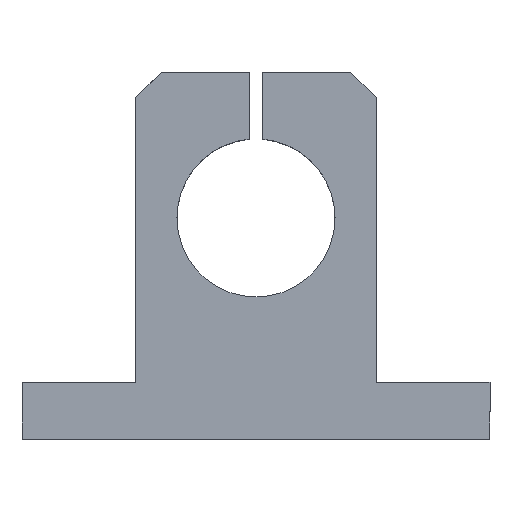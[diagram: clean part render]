
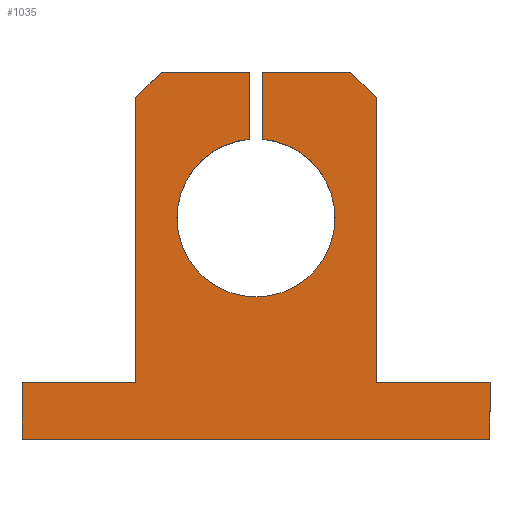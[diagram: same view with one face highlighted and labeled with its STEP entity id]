
A CAD part, top view. The second image highlights one B-rep face of the part: STEP entity #1035.
In plain terms, the highlighted planar face has unit normal (0, 0, 1).
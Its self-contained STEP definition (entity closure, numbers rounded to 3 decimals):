
#10 = VERTEX_POINT ( 'NONE', #871 ) ;
#11 = DIRECTION ( 'NONE',  ( 1., 0., 0. ) ) ;
#13 = EDGE_CURVE ( 'NONE', #310, #721, #736, .T. ) ;
#20 = EDGE_CURVE ( 'NONE', #368, #692, #399, .T. ) ;
#23 = VECTOR ( 'NONE', #906, 1000. ) ;
#30 = ORIENTED_EDGE ( 'NONE', *, *, #835, .F. ) ;
#32 = VERTEX_POINT ( 'NONE', #639 ) ;
#35 = ORIENTED_EDGE ( 'NONE', *, *, #503, .T. ) ;
#43 = ORIENTED_EDGE ( 'NONE', *, *, #476, .F. ) ;
#55 = DIRECTION ( 'NONE',  ( 0., 0., 1. ) ) ;
#62 = CARTESIAN_POINT ( 'NONE',  ( -12.5, 6., 12.5 ) ) ;
#68 = CARTESIAN_POINT ( 'NONE',  ( -1.075, 18.454, 12.5 ) ) ;
#74 = DIRECTION ( 'NONE',  ( -0.707, 0.707, 0. ) ) ;
#91 = VERTEX_POINT ( 'NONE', #480 ) ;
#92 = EDGE_CURVE ( 'NONE', #692, #740, #320, .T. ) ;
#103 = CARTESIAN_POINT ( 'NONE',  ( 12.5, 6., 12.5 ) ) ;
#107 = DIRECTION ( 'NONE',  ( 1., 0., 0. ) ) ;
#132 = VERTEX_POINT ( 'NONE', #981 ) ;
#135 = EDGE_CURVE ( 'NONE', #32, #10, #269, .T. ) ;
#138 = CARTESIAN_POINT ( 'NONE',  ( -37., 29., 12.5 ) ) ;
#140 = LINE ( 'NONE', #795, #441 ) ;
#150 = FACE_OUTER_BOUND ( 'NONE', #450, .T. ) ;
#164 = EDGE_CURVE ( 'NONE', #753, #91, #408, .T. ) ;
#194 = LINE ( 'NONE', #504, #947 ) ;
#195 = AXIS2_PLACEMENT_3D ( 'NONE', #272, #294, #221 ) ;
#199 = ORIENTED_EDGE ( 'NONE', *, *, #13, .T. ) ;
#220 = ORIENTED_EDGE ( 'NONE', *, *, #675, .F. ) ;
#221 = DIRECTION ( 'NONE',  ( 1., 0., 0. ) ) ;
#235 = VECTOR ( 'NONE', #402, 1000. ) ;
#240 = ORIENTED_EDGE ( 'NONE', *, *, #92, .T. ) ;
#261 = EDGE_CURVE ( 'NONE', #32, #310, #515, .T. ) ;
#269 = LINE ( 'NONE', #587, #554 ) ;
#272 = CARTESIAN_POINT ( 'NONE',  ( 0., 6., 12.5 ) ) ;
#273 = CARTESIAN_POINT ( 'NONE',  ( 0., 0., 12.5 ) ) ;
#275 = DIRECTION ( 'NONE',  ( 0., -1., 0. ) ) ;
#290 = ORIENTED_EDGE ( 'NONE', *, *, #20, .T. ) ;
#292 = EDGE_CURVE ( 'NONE', #445, #560, #901, .T. ) ;
#294 = DIRECTION ( 'NONE',  ( 0., 0., 1. ) ) ;
#307 = EDGE_CURVE ( 'NONE', #623, #872, #140, .T. ) ;
#310 = VERTEX_POINT ( 'NONE', #382 ) ;
#320 = LINE ( 'NONE', #882, #716 ) ;
#321 = LINE ( 'NONE', #961, #763 ) ;
#323 = ORIENTED_EDGE ( 'NONE', *, *, #135, .F. ) ;
#330 = CARTESIAN_POINT ( 'NONE',  ( -19., 25., 12.5 ) ) ;
#358 = CARTESIAN_POINT ( 'NONE',  ( 37., -20., 12.5 ) ) ;
#361 = CARTESIAN_POINT ( 'NONE',  ( 15., 29., 12.5 ) ) ;
#368 = VERTEX_POINT ( 'NONE', #621 ) ;
#372 = DIRECTION ( 'NONE',  ( 1., 0., 0. ) ) ;
#382 = CARTESIAN_POINT ( 'NONE',  ( -37., -29., 12.5 ) ) ;
#386 = DIRECTION ( 'NONE',  ( 0., 1., 0. ) ) ;
#399 = LINE ( 'NONE', #970, #235 ) ;
#402 = DIRECTION ( 'NONE',  ( -1., 0., 0. ) ) ;
#408 = CIRCLE ( 'NONE', #195, 12.5 ) ;
#413 = VECTOR ( 'NONE', #11, 1000. ) ;
#415 = CARTESIAN_POINT ( 'NONE',  ( 37., -29., 12.5 ) ) ;
#436 = ORIENTED_EDGE ( 'NONE', *, *, #727, .F. ) ;
#441 = VECTOR ( 'NONE', #74, 1000. ) ;
#445 = VERTEX_POINT ( 'NONE', #68 ) ;
#450 = EDGE_LOOP ( 'NONE', ( #220, #712, #43, #679, #30, #290, #240, #829, #323, #570, #199, #35, #632, #436, #824, #887 ) ) ;
#453 = LINE ( 'NONE', #611, #905 ) ;
#462 = VECTOR ( 'NONE', #772, 1000. ) ;
#476 = EDGE_CURVE ( 'NONE', #560, #753, #991, .T. ) ;
#480 = CARTESIAN_POINT ( 'NONE',  ( 1.075, 18.454, 12.5 ) ) ;
#498 = DIRECTION ( 'NONE',  ( 0., -1., 0. ) ) ;
#503 = EDGE_CURVE ( 'NONE', #721, #768, #453, .T. ) ;
#504 = CARTESIAN_POINT ( 'NONE',  ( 19., 29., 12.5 ) ) ;
#515 = LINE ( 'NONE', #828, #859 ) ;
#516 = DIRECTION ( 'NONE',  ( 0., 0., 1. ) ) ;
#546 = DIRECTION ( 'NONE',  ( 0., 0., 1. ) ) ;
#554 = VECTOR ( 'NONE', #107, 1000. ) ;
#560 = VERTEX_POINT ( 'NONE', #62 ) ;
#570 = ORIENTED_EDGE ( 'NONE', *, *, #261, .T. ) ;
#571 = EDGE_CURVE ( 'NONE', #872, #960, #843, .T. ) ;
#587 = CARTESIAN_POINT ( 'NONE',  ( -37., -20., 12.5 ) ) ;
#592 = CARTESIAN_POINT ( 'NONE',  ( -15., 29., 12.5 ) ) ;
#595 = CARTESIAN_POINT ( 'NONE',  ( 1.075, 29., 12.5 ) ) ;
#597 = LINE ( 'NONE', #993, #732 ) ;
#599 = DIRECTION ( 'NONE',  ( 1., 0., 0. ) ) ;
#611 = CARTESIAN_POINT ( 'NONE',  ( 37., 29., 12.5 ) ) ;
#621 = CARTESIAN_POINT ( 'NONE',  ( -1.075, 29., 12.5 ) ) ;
#623 = VERTEX_POINT ( 'NONE', #709 ) ;
#632 = ORIENTED_EDGE ( 'NONE', *, *, #899, .F. ) ;
#639 = CARTESIAN_POINT ( 'NONE',  ( -37., -20., 12.5 ) ) ;
#648 = EDGE_CURVE ( 'NONE', #10, #740, #321, .T. ) ;
#653 = CARTESIAN_POINT ( 'NONE',  ( 1.075, 3.188, 12.5 ) ) ;
#673 = LINE ( 'NONE', #358, #1011 ) ;
#675 = EDGE_CURVE ( 'NONE', #91, #960, #986, .T. ) ;
#679 = ORIENTED_EDGE ( 'NONE', *, *, #292, .F. ) ;
#692 = VERTEX_POINT ( 'NONE', #592 ) ;
#709 = CARTESIAN_POINT ( 'NONE',  ( 19., 25., 12.5 ) ) ;
#712 = ORIENTED_EDGE ( 'NONE', *, *, #164, .F. ) ;
#713 = AXIS2_PLACEMENT_3D ( 'NONE', #273, #516, #752 ) ;
#716 = VECTOR ( 'NONE', #799, 1000. ) ;
#721 = VERTEX_POINT ( 'NONE', #415 ) ;
#727 = EDGE_CURVE ( 'NONE', #623, #132, #194, .T. ) ;
#732 = VECTOR ( 'NONE', #275, 1000. ) ;
#736 = LINE ( 'NONE', #962, #413 ) ;
#740 = VERTEX_POINT ( 'NONE', #330 ) ;
#752 = DIRECTION ( 'NONE',  ( 1., 0., 0. ) ) ;
#753 = VERTEX_POINT ( 'NONE', #103 ) ;
#763 = VECTOR ( 'NONE', #805, 1000. ) ;
#768 = VERTEX_POINT ( 'NONE', #891 ) ;
#772 = DIRECTION ( 'NONE',  ( -1., 0., 0. ) ) ;
#795 = CARTESIAN_POINT ( 'NONE',  ( 22., 22., 12.5 ) ) ;
#799 = DIRECTION ( 'NONE',  ( -0.707, -0.707, 0. ) ) ;
#805 = DIRECTION ( 'NONE',  ( 0., 1., 0. ) ) ;
#824 = ORIENTED_EDGE ( 'NONE', *, *, #307, .T. ) ;
#828 = CARTESIAN_POINT ( 'NONE',  ( -37., 29., 12.5 ) ) ;
#829 = ORIENTED_EDGE ( 'NONE', *, *, #648, .F. ) ;
#835 = EDGE_CURVE ( 'NONE', #368, #445, #597, .T. ) ;
#838 = AXIS2_PLACEMENT_3D ( 'NONE', #919, #546, #372 ) ;
#843 = LINE ( 'NONE', #138, #462 ) ;
#859 = VECTOR ( 'NONE', #1020, 1000. ) ;
#871 = CARTESIAN_POINT ( 'NONE',  ( -19., -20., 12.5 ) ) ;
#872 = VERTEX_POINT ( 'NONE', #361 ) ;
#882 = CARTESIAN_POINT ( 'NONE',  ( -22., 22., 12.5 ) ) ;
#887 = ORIENTED_EDGE ( 'NONE', *, *, #571, .T. ) ;
#891 = CARTESIAN_POINT ( 'NONE',  ( 37., -20., 12.5 ) ) ;
#899 = EDGE_CURVE ( 'NONE', #132, #768, #673, .T. ) ;
#901 = CIRCLE ( 'NONE', #838, 12.5 ) ;
#905 = VECTOR ( 'NONE', #386, 1000. ) ;
#906 = DIRECTION ( 'NONE',  ( 0., 1., 0. ) ) ;
#919 = CARTESIAN_POINT ( 'NONE',  ( 0., 6., 12.5 ) ) ;
#924 = AXIS2_PLACEMENT_3D ( 'NONE', #1012, #55, #1021 ) ;
#947 = VECTOR ( 'NONE', #498, 1000. ) ;
#960 = VERTEX_POINT ( 'NONE', #595 ) ;
#961 = CARTESIAN_POINT ( 'NONE',  ( -19., 29., 12.5 ) ) ;
#962 = CARTESIAN_POINT ( 'NONE',  ( -37., -29., 12.5 ) ) ;
#970 = CARTESIAN_POINT ( 'NONE',  ( -37., 29., 12.5 ) ) ;
#981 = CARTESIAN_POINT ( 'NONE',  ( 19., -20., 12.5 ) ) ;
#986 = LINE ( 'NONE', #653, #23 ) ;
#989 = PLANE ( 'NONE',  #713 ) ;
#991 = CIRCLE ( 'NONE', #924, 12.5 ) ;
#993 = CARTESIAN_POINT ( 'NONE',  ( -1.075, 3.188, 12.5 ) ) ;
#1011 = VECTOR ( 'NONE', #599, 1000. ) ;
#1012 = CARTESIAN_POINT ( 'NONE',  ( 0., 6., 12.5 ) ) ;
#1020 = DIRECTION ( 'NONE',  ( 0., -1., 0. ) ) ;
#1021 = DIRECTION ( 'NONE',  ( 1., 0., 0. ) ) ;
#1035 = ADVANCED_FACE ( 'NONE', ( #150 ), #989, .T. ) ;
